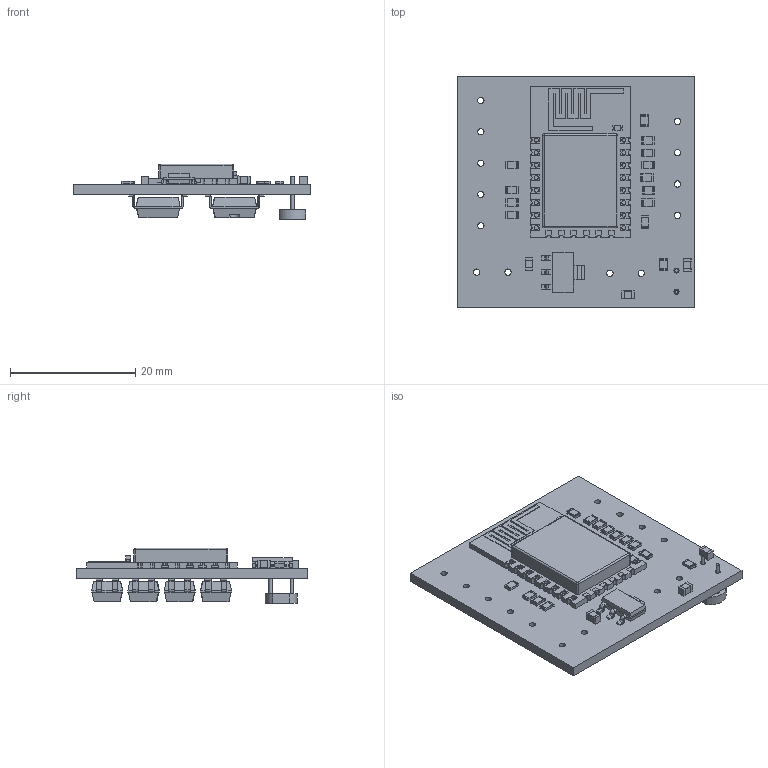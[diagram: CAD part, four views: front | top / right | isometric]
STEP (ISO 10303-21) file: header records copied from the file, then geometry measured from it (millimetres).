
FILE_DESCRIPTION(('KiCad electronic assembly'),'2;1');
FILE_NAME('IV26_board.step','2024-12-23T19:40:19',('Pcbnew'),('Kicad'), 'Open CASCADE STEP processor 7.7','KiCad to STEP converter','Unknown' );
FILE_SCHEMA(('AUTOMOTIVE_DESIGN { 1 0 10303 214 1 1 1 1 }'));
Length unit declared in the file: millimetre
Products named in the file (14): IV26_board 1; R_0805_2012Metric; SOT-223; SOT_223; C_0805_2012Metric; ESP-12E; ESP_12E001_cp; SMDIP-4_W9.53mm; SMDIP_4_W953mm; R_LDR_5.1x4.3mm_P3.4mm_Vertical; IV26_board_PCB
Assembly tree (34 placements, depth 3):
  IV26_board 1
    R_0805_2012Metric  x13
      R_0805_2012Metric
    SOT-223
      SOT_223
    C_0805_2012Metric  x3
      C_0805_2012Metric
    ESP-12E
      ESP_12E001_cp
    SMDIP-4_W9.53mm  x8
      SMDIP_4_W953mm
    R_LDR_5.1x4.3mm_P3.4mm_Vertical
      R_LDR_5.1x4.3mm_P3.4mm_Vertical
    IV26_board_PCB
Bounding box: 38 x 37 x 8.9 mm (x, y, z)
Volume: 3894.8 mm3; surface area: 6192.2 mm2
Topology: 76 solids, 76 shells, 1737 faces, 4358 edges, 2780 vertices
Faces by surface type: plane 1094, cylinder 463, bspline 176, sphere 4
Full cylindrical faces by diameter (mm): 0.5 x4, 0.65 x16, 0.7 x16, 0.8 x2, 1 x13
Entity records: 28688 total; most frequent: CARTESIAN_POINT 4225, DIRECTION 3869, ORIENTED_EDGE 3820, EDGE_CURVE 1910, LINE 1425, VECTOR 1425, VERTEX_POINT 1246, AXIS2_PLACEMENT_3D 1222
